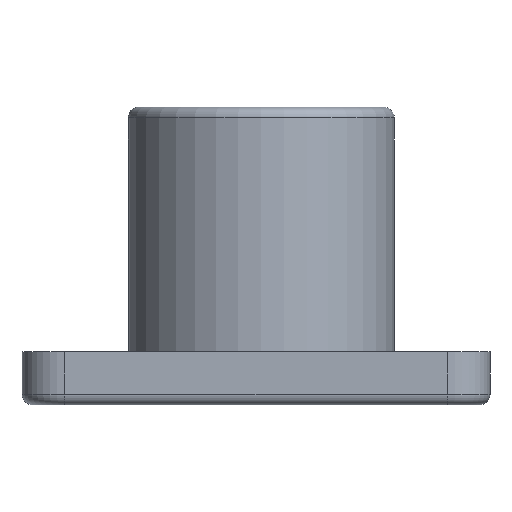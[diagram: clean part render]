
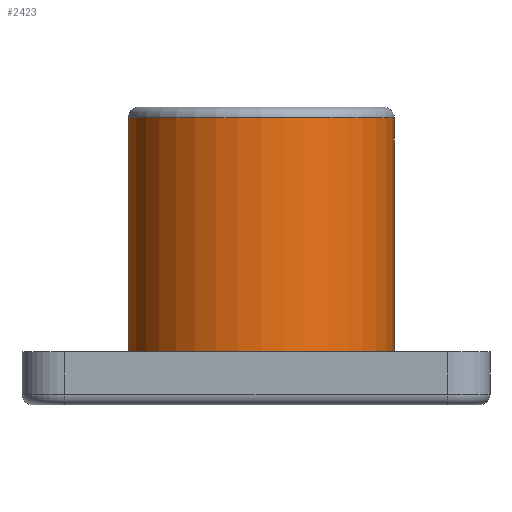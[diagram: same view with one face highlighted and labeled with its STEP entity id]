
A CAD part, front view. The second image highlights one B-rep face of the part: STEP entity #2423.
In plain terms, the highlighted cylindrical face has radius 12.5 mm (diameter 25 mm), a full revolution.
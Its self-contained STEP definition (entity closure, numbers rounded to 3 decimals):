
#126 = PLANE('',#127);
#127 = AXIS2_PLACEMENT_3D('',#128,#129,#130);
#128 = CARTESIAN_POINT('',(6.5,52.5,6.));
#129 = DIRECTION('',(0.,0.,1.));
#130 = DIRECTION('',(1.,0.,0.));
#539 = VERTEX_POINT('',#540);
#540 = CARTESIAN_POINT('',(41.5,75.5,6.));
#554 = PLANE('',#555);
#555 = AXIS2_PLACEMENT_3D('',#556,#557,#558);
#556 = CARTESIAN_POINT('',(29.,75.5,6.));
#557 = DIRECTION('',(0.,-1.,0.));
#558 = DIRECTION('',(1.,0.,0.));
#566 = EDGE_CURVE('',#567,#539,#569,.T.);
#567 = VERTEX_POINT('',#568);
#568 = CARTESIAN_POINT('',(16.5,75.5,6.));
#569 = SURFACE_CURVE('',#570,(#575,#582),.PCURVE_S1.);
#570 = CIRCLE('',#571,12.5);
#571 = AXIS2_PLACEMENT_3D('',#572,#573,#574);
#572 = CARTESIAN_POINT('',(29.,75.5,6.));
#573 = DIRECTION('',(0.,0.,1.));
#574 = DIRECTION('',(-1.,0.,0.));
#575 = PCURVE('',#126,#576);
#576 = DEFINITIONAL_REPRESENTATION('',(#577),#581);
#577 = CIRCLE('',#578,12.5);
#578 = AXIS2_PLACEMENT_2D('',#579,#580);
#579 = CARTESIAN_POINT('',(22.5,23.));
#580 = DIRECTION('',(-1.,0.));
#581 = ( GEOMETRIC_REPRESENTATION_CONTEXT(2) 
PARAMETRIC_REPRESENTATION_CONTEXT() REPRESENTATION_CONTEXT('2D SPACE',''
  ) );
#582 = PCURVE('',#583,#588);
#583 = CYLINDRICAL_SURFACE('',#584,12.5);
#584 = AXIS2_PLACEMENT_3D('',#585,#586,#587);
#585 = CARTESIAN_POINT('',(29.,75.5,6.));
#586 = DIRECTION('',(0.,0.,1.));
#587 = DIRECTION('',(-1.,0.,0.));
#588 = DEFINITIONAL_REPRESENTATION('',(#589),#593);
#589 = LINE('',#590,#591);
#590 = CARTESIAN_POINT('',(0.,0.));
#591 = VECTOR('',#592,1.);
#592 = DIRECTION('',(1.,0.));
#593 = ( GEOMETRIC_REPRESENTATION_CONTEXT(2) 
PARAMETRIC_REPRESENTATION_CONTEXT() REPRESENTATION_CONTEXT('2D SPACE',''
  ) );
#611 = PLANE('',#612);
#612 = AXIS2_PLACEMENT_3D('',#613,#614,#615);
#613 = CARTESIAN_POINT('',(29.,75.5,6.));
#614 = DIRECTION('',(0.,1.,0.));
#615 = DIRECTION('',(-1.,0.,0.));
#1513 = EDGE_CURVE('',#539,#1514,#1516,.T.);
#1514 = VERTEX_POINT('',#1515);
#1515 = CARTESIAN_POINT('',(41.5,75.5,24.));
#1516 = SURFACE_CURVE('',#1517,(#1521,#1528),.PCURVE_S1.);
#1517 = LINE('',#1518,#1519);
#1518 = CARTESIAN_POINT('',(41.5,75.5,6.));
#1519 = VECTOR('',#1520,1.);
#1520 = DIRECTION('',(0.,0.,1.));
#1521 = PCURVE('',#554,#1522);
#1522 = DEFINITIONAL_REPRESENTATION('',(#1523),#1527);
#1523 = LINE('',#1524,#1525);
#1524 = CARTESIAN_POINT('',(12.5,0.));
#1525 = VECTOR('',#1526,1.);
#1526 = DIRECTION('',(0.,1.));
#1527 = ( GEOMETRIC_REPRESENTATION_CONTEXT(2) 
PARAMETRIC_REPRESENTATION_CONTEXT() REPRESENTATION_CONTEXT('2D SPACE',''
  ) );
#1528 = PCURVE('',#583,#1529);
#1529 = DEFINITIONAL_REPRESENTATION('',(#1530),#1534);
#1530 = LINE('',#1531,#1532);
#1531 = CARTESIAN_POINT('',(3.142,0.));
#1532 = VECTOR('',#1533,1.);
#1533 = DIRECTION('',(0.,1.));
#1534 = ( GEOMETRIC_REPRESENTATION_CONTEXT(2) 
PARAMETRIC_REPRESENTATION_CONTEXT() REPRESENTATION_CONTEXT('2D SPACE',''
  ) );
#1551 = PLANE('',#1552);
#1552 = AXIS2_PLACEMENT_3D('',#1553,#1554,#1555);
#1553 = CARTESIAN_POINT('',(29.,77.088,24.));
#1554 = DIRECTION('',(0.,0.,-1.));
#1555 = DIRECTION('',(0.,-1.,0.));
#1642 = EDGE_CURVE('',#567,#1643,#1645,.T.);
#1643 = VERTEX_POINT('',#1644);
#1644 = CARTESIAN_POINT('',(16.5,75.5,24.));
#1645 = SURFACE_CURVE('',#1646,(#1650,#1657),.PCURVE_S1.);
#1646 = LINE('',#1647,#1648);
#1647 = CARTESIAN_POINT('',(16.5,75.5,6.));
#1648 = VECTOR('',#1649,1.);
#1649 = DIRECTION('',(0.,0.,1.));
#1650 = PCURVE('',#611,#1651);
#1651 = DEFINITIONAL_REPRESENTATION('',(#1652),#1656);
#1652 = LINE('',#1653,#1654);
#1653 = CARTESIAN_POINT('',(12.5,0.));
#1654 = VECTOR('',#1655,1.);
#1655 = DIRECTION('',(0.,1.));
#1656 = ( GEOMETRIC_REPRESENTATION_CONTEXT(2) 
PARAMETRIC_REPRESENTATION_CONTEXT() REPRESENTATION_CONTEXT('2D SPACE',''
  ) );
#1657 = PCURVE('',#583,#1658);
#1658 = DEFINITIONAL_REPRESENTATION('',(#1659),#1663);
#1659 = LINE('',#1660,#1661);
#1660 = CARTESIAN_POINT('',(0.,0.));
#1661 = VECTOR('',#1662,1.);
#1662 = DIRECTION('',(0.,1.));
#1663 = ( GEOMETRIC_REPRESENTATION_CONTEXT(2) 
PARAMETRIC_REPRESENTATION_CONTEXT() REPRESENTATION_CONTEXT('2D SPACE',''
  ) );
#2195 = EDGE_CURVE('',#1514,#1643,#2196,.T.);
#2196 = SURFACE_CURVE('',#2197,(#2202,#2213),.PCURVE_S1.);
#2197 = CIRCLE('',#2198,12.5);
#2198 = AXIS2_PLACEMENT_3D('',#2199,#2200,#2201);
#2199 = CARTESIAN_POINT('',(29.,75.5,24.));
#2200 = DIRECTION('',(0.,0.,1.));
#2201 = DIRECTION('',(-1.,0.,0.));
#2202 = PCURVE('',#1551,#2203);
#2203 = DEFINITIONAL_REPRESENTATION('',(#2204),#2212);
#2204 = ( BOUNDED_CURVE() B_SPLINE_CURVE(2,(#2205,#2206,#2207,#2208,
#2209,#2210,#2211),.UNSPECIFIED.,.T.,.F.) B_SPLINE_CURVE_WITH_KNOTS((1,2
    ,2,2,2,1),(-2.094,0.,2.094,4.189,
6.283,8.378),.UNSPECIFIED.) CURVE() 
GEOMETRIC_REPRESENTATION_ITEM() RATIONAL_B_SPLINE_CURVE((1.,0.5,1.,0.5,
1.,0.5,1.)) REPRESENTATION_ITEM('') );
#2205 = CARTESIAN_POINT('',(1.588,12.5));
#2206 = CARTESIAN_POINT('',(23.238,12.5));
#2207 = CARTESIAN_POINT('',(12.413,-6.25));
#2208 = CARTESIAN_POINT('',(1.588,-25.));
#2209 = CARTESIAN_POINT('',(-9.238,-6.25));
#2210 = CARTESIAN_POINT('',(-20.063,12.5));
#2211 = CARTESIAN_POINT('',(1.588,12.5));
#2212 = ( GEOMETRIC_REPRESENTATION_CONTEXT(2) 
PARAMETRIC_REPRESENTATION_CONTEXT() REPRESENTATION_CONTEXT('2D SPACE',''
  ) );
#2213 = PCURVE('',#583,#2214);
#2214 = DEFINITIONAL_REPRESENTATION('',(#2215),#2219);
#2215 = LINE('',#2216,#2217);
#2216 = CARTESIAN_POINT('',(0.,18.));
#2217 = VECTOR('',#2218,1.);
#2218 = DIRECTION('',(1.,0.));
#2219 = ( GEOMETRIC_REPRESENTATION_CONTEXT(2) 
PARAMETRIC_REPRESENTATION_CONTEXT() REPRESENTATION_CONTEXT('2D SPACE',''
  ) );
#2288 = VERTEX_POINT('',#2289);
#2289 = CARTESIAN_POINT('',(16.5,75.5,28.));
#2299 = TOROIDAL_SURFACE('',#2300,11.5,1.);
#2300 = AXIS2_PLACEMENT_3D('',#2301,#2302,#2303);
#2301 = CARTESIAN_POINT('',(29.,75.5,28.));
#2302 = DIRECTION('',(0.,0.,1.));
#2303 = DIRECTION('',(-1.,0.,0.));
#2316 = EDGE_CURVE('',#2288,#2288,#2317,.T.);
#2317 = SURFACE_CURVE('',#2318,(#2323,#2330),.PCURVE_S1.);
#2318 = CIRCLE('',#2319,12.5);
#2319 = AXIS2_PLACEMENT_3D('',#2320,#2321,#2322);
#2320 = CARTESIAN_POINT('',(29.,75.5,28.));
#2321 = DIRECTION('',(0.,0.,1.));
#2322 = DIRECTION('',(-1.,0.,0.));
#2323 = PCURVE('',#2299,#2324);
#2324 = DEFINITIONAL_REPRESENTATION('',(#2325),#2329);
#2325 = LINE('',#2326,#2327);
#2326 = CARTESIAN_POINT('',(0.,0.));
#2327 = VECTOR('',#2328,1.);
#2328 = DIRECTION('',(1.,0.));
#2329 = ( GEOMETRIC_REPRESENTATION_CONTEXT(2) 
PARAMETRIC_REPRESENTATION_CONTEXT() REPRESENTATION_CONTEXT('2D SPACE',''
  ) );
#2330 = PCURVE('',#583,#2331);
#2331 = DEFINITIONAL_REPRESENTATION('',(#2332),#2336);
#2332 = LINE('',#2333,#2334);
#2333 = CARTESIAN_POINT('',(0.,22.));
#2334 = VECTOR('',#2335,1.);
#2335 = DIRECTION('',(1.,0.));
#2336 = ( GEOMETRIC_REPRESENTATION_CONTEXT(2) 
PARAMETRIC_REPRESENTATION_CONTEXT() REPRESENTATION_CONTEXT('2D SPACE',''
  ) );
#2423 = ADVANCED_FACE('',(#2424),#583,.T.);
#2424 = FACE_BOUND('',#2425,.T.);
#2425 = EDGE_LOOP('',(#2426,#2427,#2447,#2448,#2449,#2450,#2451));
#2426 = ORIENTED_EDGE('',*,*,#2195,.T.);
#2427 = ORIENTED_EDGE('',*,*,#2428,.T.);
#2428 = EDGE_CURVE('',#1643,#2288,#2429,.T.);
#2429 = SEAM_CURVE('',#2430,(#2433,#2440),.PCURVE_S1.);
#2430 = B_SPLINE_CURVE_WITH_KNOTS('',1,(#2431,#2432),.UNSPECIFIED.,.F.,
  .F.,(2,2),(18.,22.),.PIECEWISE_BEZIER_KNOTS.);
#2431 = CARTESIAN_POINT('',(16.5,75.5,24.));
#2432 = CARTESIAN_POINT('',(16.5,75.5,28.));
#2433 = PCURVE('',#583,#2434);
#2434 = DEFINITIONAL_REPRESENTATION('',(#2435),#2439);
#2435 = LINE('',#2436,#2437);
#2436 = CARTESIAN_POINT('',(6.283,0.));
#2437 = VECTOR('',#2438,1.);
#2438 = DIRECTION('',(0.,1.));
#2439 = ( GEOMETRIC_REPRESENTATION_CONTEXT(2) 
PARAMETRIC_REPRESENTATION_CONTEXT() REPRESENTATION_CONTEXT('2D SPACE',''
  ) );
#2440 = PCURVE('',#583,#2441);
#2441 = DEFINITIONAL_REPRESENTATION('',(#2442),#2446);
#2442 = LINE('',#2443,#2444);
#2443 = CARTESIAN_POINT('',(0.,0.));
#2444 = VECTOR('',#2445,1.);
#2445 = DIRECTION('',(0.,1.));
#2446 = ( GEOMETRIC_REPRESENTATION_CONTEXT(2) 
PARAMETRIC_REPRESENTATION_CONTEXT() REPRESENTATION_CONTEXT('2D SPACE',''
  ) );
#2447 = ORIENTED_EDGE('',*,*,#2316,.F.);
#2448 = ORIENTED_EDGE('',*,*,#2428,.F.);
#2449 = ORIENTED_EDGE('',*,*,#1642,.F.);
#2450 = ORIENTED_EDGE('',*,*,#566,.T.);
#2451 = ORIENTED_EDGE('',*,*,#1513,.T.);
